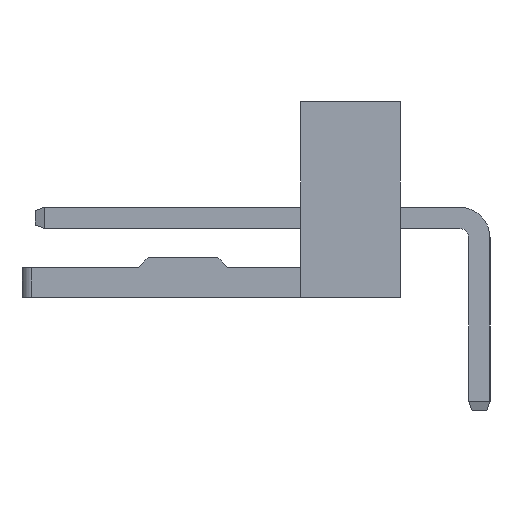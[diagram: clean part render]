
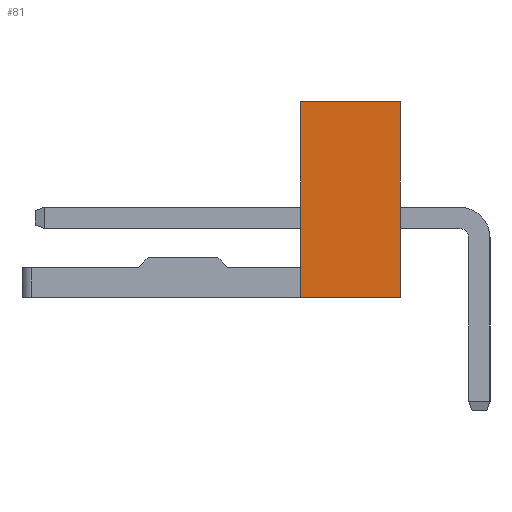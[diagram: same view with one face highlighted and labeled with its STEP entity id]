
A CAD part, left-side view. The second image highlights one B-rep face of the part: STEP entity #81.
In plain terms, the highlighted planar face has unit normal (-1, 0, 0).
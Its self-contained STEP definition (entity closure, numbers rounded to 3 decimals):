
#81=ADVANCED_FACE('',(#4109),#4111,.T.);
#4109=FACE_BOUND('',#4110,.T.);
#4110=EDGE_LOOP('',(#7345,#7346,#7347,#7348));
#4111=PLANE('',#4112);
#4112=AXIS2_PLACEMENT_3D('',#4113,#4114,#4115);
#4113=CARTESIAN_POINT('',(-1.27,2.38,0.));
#4114=DIRECTION('',(-1.,0.,0.));
#4115=DIRECTION('',(0.,0.,1.));
#7345=ORIENTED_EDGE('',*,*,#9560,.T.);
#7346=ORIENTED_EDGE('',*,*,#9552,.F.);
#7347=ORIENTED_EDGE('',*,*,#9561,.T.);
#7348=ORIENTED_EDGE('',*,*,#9562,.T.);
#9552=EDGE_CURVE('',#10700,#10620,#10702,.T.);
#9560=EDGE_CURVE('',#10716,#10620,#10717,.T.);
#9561=EDGE_CURVE('',#10700,#10718,#10719,.T.);
#9562=EDGE_CURVE('',#10718,#10716,#10720,.T.);
#10620=VERTEX_POINT('',#12424);
#10700=VERTEX_POINT('',#12586);
#10702=LINE('',#12590,#12591);
#10716=VERTEX_POINT('',#12620);
#10717=LINE('',#12621,#12622);
#10718=VERTEX_POINT('',#12624);
#10719=LINE('',#12625,#12626);
#10720=LINE('',#12628,#12629);
#12424=CARTESIAN_POINT('',(-1.27,5.38,0.));
#12586=CARTESIAN_POINT('',(-1.27,2.38,0.));
#12590=CARTESIAN_POINT('',(-1.27,2.38,0.));
#12591=VECTOR('',#12592,1.);
#12592=DIRECTION('',(0.,1.,0.));
#12620=CARTESIAN_POINT('',(-1.27,5.38,5.9));
#12621=CARTESIAN_POINT('',(-1.27,5.38,5.9));
#12622=VECTOR('',#12623,1.);
#12623=DIRECTION('',(0.,0.,-1.));
#12624=CARTESIAN_POINT('',(-1.27,2.38,5.9));
#12625=CARTESIAN_POINT('',(-1.27,2.38,0.));
#12626=VECTOR('',#12627,1.);
#12627=DIRECTION('',(0.,0.,1.));
#12628=CARTESIAN_POINT('',(-1.27,2.38,5.9));
#12629=VECTOR('',#12630,1.);
#12630=DIRECTION('',(0.,1.,0.));
